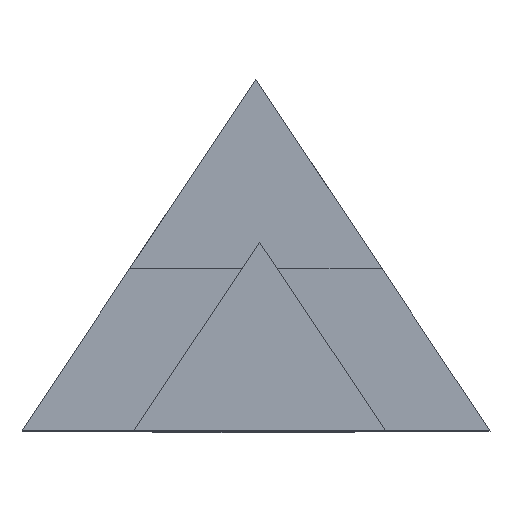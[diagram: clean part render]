
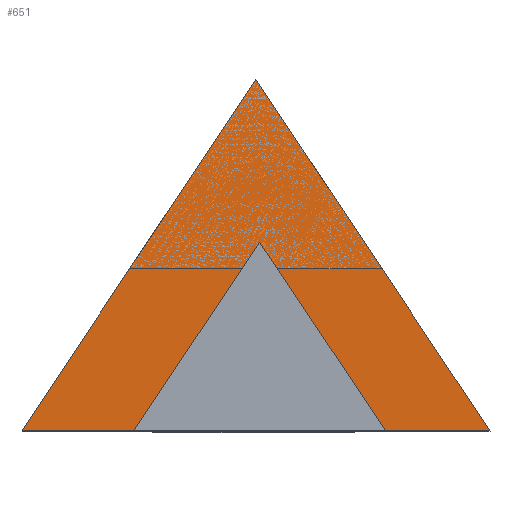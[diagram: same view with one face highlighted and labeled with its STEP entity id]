
A CAD part, front view. The second image highlights one B-rep face of the part: STEP entity #651.
In plain terms, the highlighted planar face has unit normal (0, -1, 0).
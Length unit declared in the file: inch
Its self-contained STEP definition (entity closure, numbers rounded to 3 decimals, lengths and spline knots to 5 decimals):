
#44=FACE_OUTER_BOUND('',#81,.T.);
#81=EDGE_LOOP('',(#487,#488,#489,#490,#491,#492));
#121=LINE('',#945,#208);
#126=LINE('',#952,#213);
#129=LINE('',#960,#216);
#133=LINE('',#967,#220);
#136=LINE('',#972,#223);
#137=LINE('',#974,#224);
#208=VECTOR('',#766,0.3937);
#213=VECTOR('',#773,0.3937);
#216=VECTOR('',#782,0.3937);
#220=VECTOR('',#788,0.3937);
#223=VECTOR('',#791,0.3937);
#224=VECTOR('',#794,0.3937);
#291=VERTEX_POINT('',#943);
#292=VERTEX_POINT('',#944);
#293=VERTEX_POINT('',#950);
#294=VERTEX_POINT('',#958);
#295=VERTEX_POINT('',#959);
#299=VERTEX_POINT('',#970);
#351=EDGE_CURVE('',#291,#292,#121,.T.);
#356=EDGE_CURVE('',#292,#293,#126,.T.);
#359=EDGE_CURVE('',#294,#295,#129,.T.);
#363=EDGE_CURVE('',#295,#291,#133,.T.);
#366=EDGE_CURVE('',#293,#299,#136,.T.);
#367=EDGE_CURVE('',#294,#299,#137,.T.);
#487=ORIENTED_EDGE('',*,*,#356,.T.);
#488=ORIENTED_EDGE('',*,*,#366,.T.);
#489=ORIENTED_EDGE('',*,*,#367,.F.);
#490=ORIENTED_EDGE('',*,*,#359,.T.);
#491=ORIENTED_EDGE('',*,*,#363,.T.);
#492=ORIENTED_EDGE('',*,*,#351,.T.);
#615=PLANE('',#704);
#651=ADVANCED_FACE('',(#44),#615,.F.);
#704=AXIS2_PLACEMENT_3D('',#977,#798,#799);
#766=DIRECTION('',(0.56,0.,0.829));
#773=DIRECTION('',(0.555,0.,-0.832));
#782=DIRECTION('',(-0.555,0.,-0.832));
#788=DIRECTION('',(1.,0.,0.));
#791=DIRECTION('',(1.,0.,0.));
#794=DIRECTION('',(0.555,0.,-0.832));
#798=DIRECTION('center_axis',(0.,1.,0.));
#799=DIRECTION('ref_axis',(1.,0.,0.));
#943=CARTESIAN_POINT('',(0.30715,0.,0.05515));
#944=CARTESIAN_POINT('',(0.50641,0.,0.35005));
#945=CARTESIAN_POINT('',(0.51759,0.,0.36659));
#950=CARTESIAN_POINT('',(0.70301,0.,0.05515));
#952=CARTESIAN_POINT('',(0.59237,0.,0.2211));
#958=CARTESIAN_POINT('',(0.5,0.,0.75));
#959=CARTESIAN_POINT('',(0.03676,0.,0.05515));
#960=CARTESIAN_POINT('',(0.5,0.,0.75));
#967=CARTESIAN_POINT('',(0.03676,0.,0.05515));
#970=CARTESIAN_POINT('',(0.96324,0.,0.05515));
#972=CARTESIAN_POINT('',(0.03676,0.,0.05515));
#974=CARTESIAN_POINT('',(0.5,0.,0.75));
#977=CARTESIAN_POINT('Origin',(0.5,0.,0.40257));
